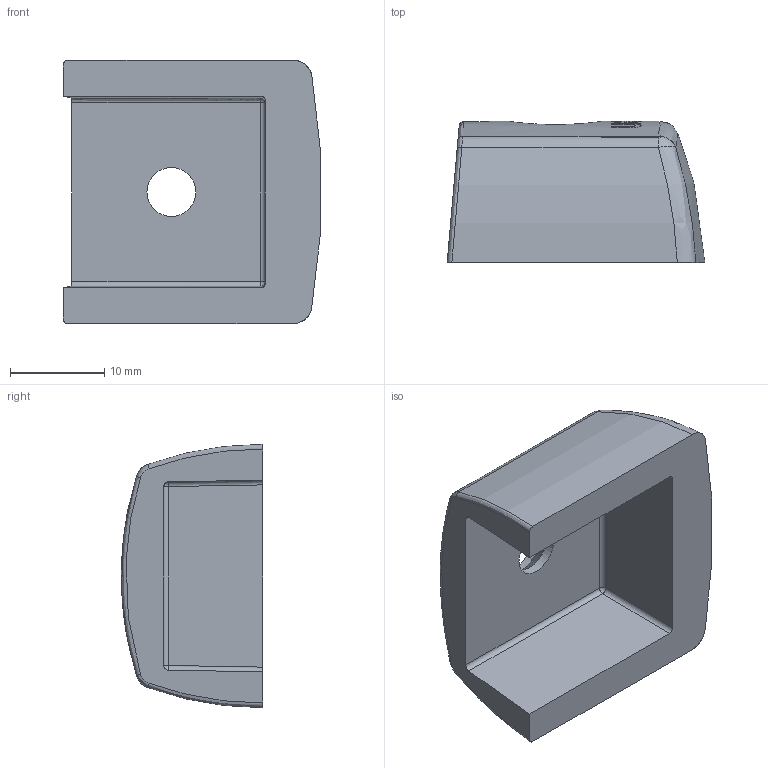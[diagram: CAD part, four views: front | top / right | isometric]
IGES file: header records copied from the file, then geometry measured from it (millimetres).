
Start section:  PTC IGES file: a-946.igs
Global section: file name: a-946.igs; native system: Creo Parametric by PTC Inc.; preprocessor: 2021284; author: Student; organization: Unknown; date: 20211207.133921; units: millimetre
Bounding box: 27.38 x 15 x 28 mm (x, y, z)
Surface area: 3262.1 mm2 (no closed solid volume)
Topology: 0 solids, 0 shells, 148 faces, 808 edges, 818 vertices
Faces by surface type: extrusion 74, bspline 44, revolution 30
